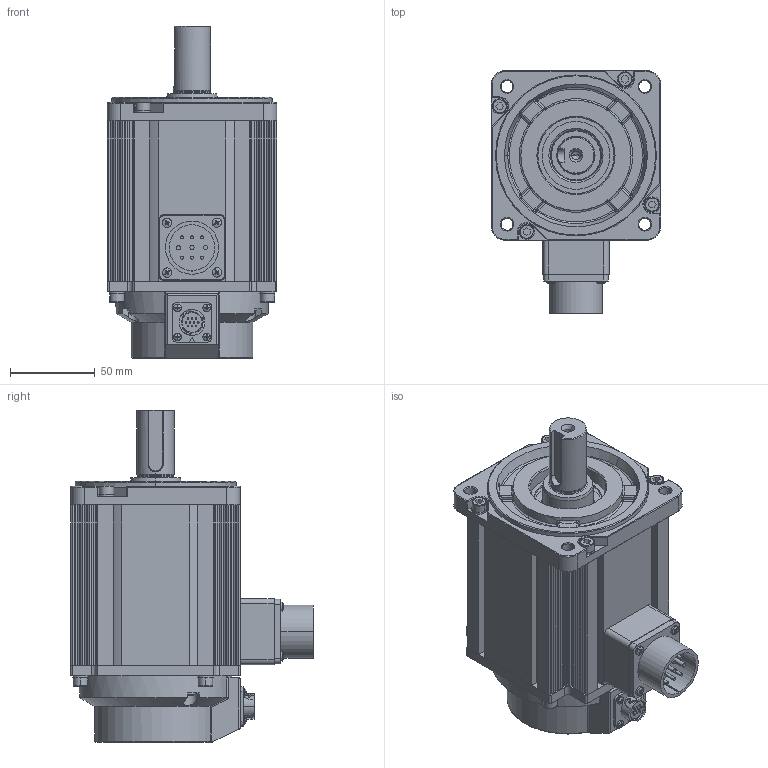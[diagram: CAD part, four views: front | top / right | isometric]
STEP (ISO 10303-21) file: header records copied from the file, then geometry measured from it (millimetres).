
FILE_DESCRIPTION (( 'STEP AP214' ), '1' );
FILE_NAME ('4611170001562.STEP', '2022-11-08T06:02:44', ( '11' ), ( '' ), 'SwSTEP 2.0', 'SolidWorks 2015', '' );
FILE_SCHEMA (( 'AUTOMOTIVE_DESIGN' ));
Length unit declared in the file: millimetre
Products named in the file (1): 4611170001562
Bounding box: 100.08 x 143 x 195.92 mm (x, y, z)
Surface area: 245763.4 mm2 (no closed solid volume)
Topology: 0 solids, 45 shells, 1885 faces, 4820 edges, 3135 vertices
Faces by surface type: plane 803, cylinder 717, cone 182, torus 75, bspline 58, sphere 50
Entity records: 84654 total; most frequent: CARTESIAN_POINT 17634, DIRECTION 9596, ORIENTED_EDGE 9540, EDGE_CURVE 4786, AXIS2_PLACEMENT_3D 3631, VERTEX_POINT 3131, VECTOR 2334, LINE 2334
